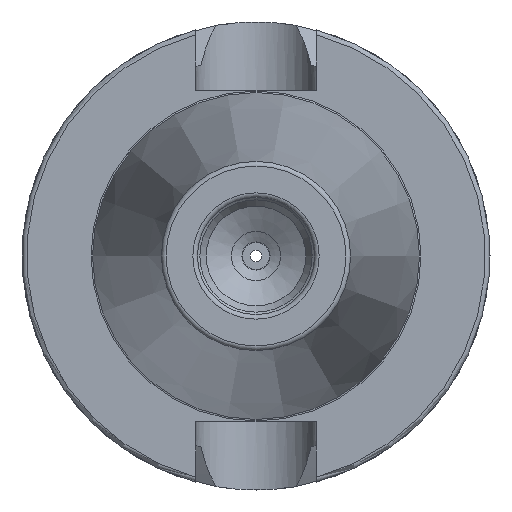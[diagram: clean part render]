
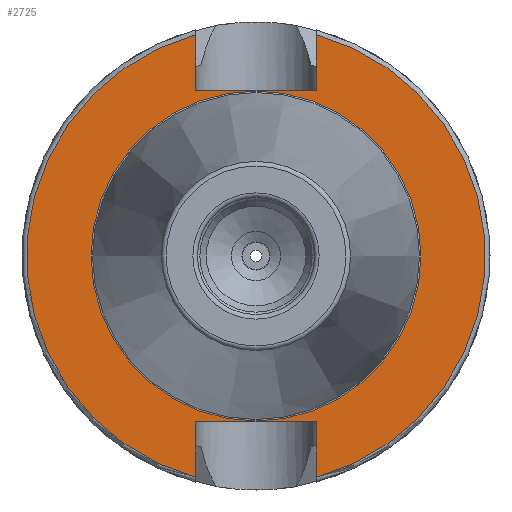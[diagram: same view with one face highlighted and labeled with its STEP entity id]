
A CAD part, left-side view. The second image highlights one B-rep face of the part: STEP entity #2725.
In plain terms, the highlighted planar face has unit normal (-1, 0, 0).
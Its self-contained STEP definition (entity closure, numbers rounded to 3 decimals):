
#846=CARTESIAN_POINT('',(3.,12.85,-35.4));
#847=VERTEX_POINT('',#846);
#854=CARTESIAN_POINT('',(3.,12.85,-47.285));
#855=VERTEX_POINT('',#854);
#856=CARTESIAN_POINT('',(3.,12.85,-47.285));
#857=DIRECTION('',(0.0,0.0,1.0));
#858=VECTOR('',#857,11.885);
#859=LINE('',#856,#858);
#860=EDGE_CURVE('',#855,#847,#859,.T.);
#937=CARTESIAN_POINT('',(3.,-12.85,-47.285));
#938=VERTEX_POINT('',#937);
#952=CARTESIAN_POINT('',(3.,-12.85,-35.4));
#953=VERTEX_POINT('',#952);
#954=CARTESIAN_POINT('',(3.,-12.85,-35.4));
#955=DIRECTION('',(0.0,0.0,-1.0));
#956=VECTOR('',#955,11.885);
#957=LINE('',#954,#956);
#958=EDGE_CURVE('',#953,#938,#957,.T.);
#975=CARTESIAN_POINT('',(3.,12.85,-35.4));
#976=DIRECTION('',(0.0,-1.0,0.0));
#977=VECTOR('',#976,25.7);
#978=LINE('',#975,#977);
#979=EDGE_CURVE('',#847,#953,#978,.T.);
#1194=CARTESIAN_POINT('',(3.,12.85,47.285));
#1195=VERTEX_POINT('',#1194);
#1196=CARTESIAN_POINT('',(3.,0.0,0.0));
#1197=DIRECTION('',(1.0,0.0,0.0));
#1198=DIRECTION('',(0.0,1.0,0.0));
#1199=AXIS2_PLACEMENT_3D('',#1196,#1197,#1198);
#1200=CIRCLE('',#1199,49.);
#1201=EDGE_CURVE('',#855,#1195,#1200,.T.);
#1280=CARTESIAN_POINT('',(3.,-12.85,35.4));
#1281=VERTEX_POINT('',#1280);
#1288=CARTESIAN_POINT('',(3.,-12.85,47.285));
#1289=VERTEX_POINT('',#1288);
#1290=CARTESIAN_POINT('',(3.,-12.85,47.285));
#1291=DIRECTION('',(0.0,0.0,-1.0));
#1292=VECTOR('',#1291,11.885);
#1293=LINE('',#1290,#1292);
#1294=EDGE_CURVE('',#1289,#1281,#1293,.T.);
#1344=CARTESIAN_POINT('',(3.,12.85,35.4));
#1345=VERTEX_POINT('',#1344);
#1346=CARTESIAN_POINT('',(3.,12.85,35.4));
#1347=DIRECTION('',(0.0,0.0,1.0));
#1348=VECTOR('',#1347,11.885);
#1349=LINE('',#1346,#1348);
#1350=EDGE_CURVE('',#1345,#1195,#1349,.T.);
#1367=CARTESIAN_POINT('',(3.,-12.85,35.4));
#1368=DIRECTION('',(0.0,1.0,0.0));
#1369=VECTOR('',#1368,25.7);
#1370=LINE('',#1367,#1369);
#1371=EDGE_CURVE('',#1281,#1345,#1370,.T.);
#2686=CARTESIAN_POINT('',(3.,35.25,0.0));
#2687=VERTEX_POINT('',#2686);
#2688=CARTESIAN_POINT('',(3.,0.0,0.0));
#2689=DIRECTION('',(1.0,0.0,0.0));
#2690=DIRECTION('',(0.0,1.0,0.0));
#2691=AXIS2_PLACEMENT_3D('',#2688,#2689,#2690);
#2692=CIRCLE('',#2691,35.25);
#2693=EDGE_CURVE('',#2687,#2687,#2692,.T.);
#2701=CARTESIAN_POINT('',(3.,42.125,0.0));
#2702=DIRECTION('',(-1.0,0.0,0.0));
#2703=DIRECTION('',(0.0,0.0,1.0));
#2704=AXIS2_PLACEMENT_3D('',#2701,#2702,#2703);
#2705=PLANE('',#2704);
#2706=ORIENTED_EDGE('',*,*,#958,.T.);
#2707=CARTESIAN_POINT('',(3.,0.0,0.0));
#2708=DIRECTION('',(1.0,0.0,0.0));
#2709=DIRECTION('',(0.0,1.0,0.0));
#2710=AXIS2_PLACEMENT_3D('',#2707,#2708,#2709);
#2711=CIRCLE('',#2710,49.);
#2712=EDGE_CURVE('',#1289,#938,#2711,.T.);
#2713=ORIENTED_EDGE('',*,*,#2712,.F.);
#2714=ORIENTED_EDGE('',*,*,#1294,.T.);
#2715=ORIENTED_EDGE('',*,*,#1371,.T.);
#2716=ORIENTED_EDGE('',*,*,#1350,.T.);
#2717=ORIENTED_EDGE('',*,*,#1201,.F.);
#2718=ORIENTED_EDGE('',*,*,#860,.T.);
#2719=ORIENTED_EDGE('',*,*,#979,.T.);
#2720=EDGE_LOOP('',(#2706,#2713,#2714,#2715,#2716,#2717,#2718,#2719));
#2721=FACE_OUTER_BOUND('',#2720,.T.);
#2722=ORIENTED_EDGE('',*,*,#2693,.T.);
#2723=EDGE_LOOP('',(#2722));
#2724=FACE_BOUND('',#2723,.T.);
#2725=ADVANCED_FACE('',(#2721,#2724),#2705,.T.);
